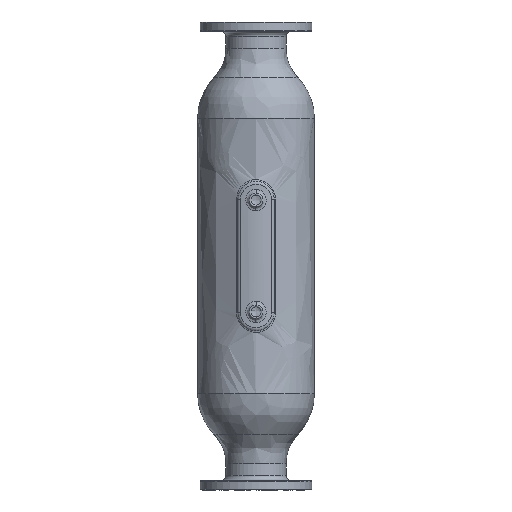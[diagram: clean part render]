
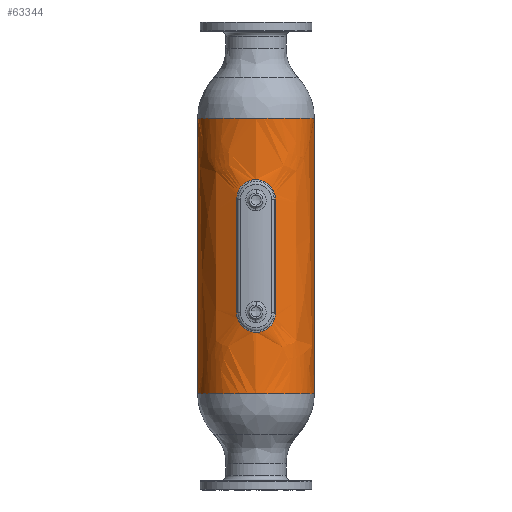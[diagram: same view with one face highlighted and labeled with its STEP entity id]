
A CAD part, left-side view. The second image highlights one B-rep face of the part: STEP entity #63344.
In plain terms, the highlighted free-form (B-spline) face has degree [2, 1] with [5, 2] control points.
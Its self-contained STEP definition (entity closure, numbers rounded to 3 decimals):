
#63275 = VERTEX_POINT('',#63276);
#63276 = CARTESIAN_POINT('',(0.,74.13,-174.423));
#63283 = VERTEX_POINT('',#63284);
#63284 = CARTESIAN_POINT('',(0.,-74.13,
    -174.423));
#63319 = EDGE_CURVE('',#63275,#63283,#63320,.T.);
#63320 = ( BOUNDED_CURVE() B_SPLINE_CURVE(2,(#63321,#63322,#63323,#63324
,#63325),.UNSPECIFIED.,.F.,.F.) B_SPLINE_CURVE_WITH_KNOTS((3,2,3),(0.,
1.571,3.142),.PIECEWISE_BEZIER_KNOTS.) CURVE() 
GEOMETRIC_REPRESENTATION_ITEM() RATIONAL_B_SPLINE_CURVE((1.,
0.707,1.,0.707,1.)) REPRESENTATION_ITEM('') );
#63321 = CARTESIAN_POINT('',(0.,74.13,-174.423));
#63322 = CARTESIAN_POINT('',(-74.13,74.13,
    -174.423));
#63323 = CARTESIAN_POINT('',(-74.13,0.,
    -174.423));
#63324 = CARTESIAN_POINT('',(-74.13,-74.13,
    -174.423));
#63325 = CARTESIAN_POINT('',(0.,-74.13,
    -174.423));
#63344 = ADVANCED_FACE('',(#63345,#63370),#63440,.T.);
#63345 = FACE_BOUND('',#63346,.T.);
#63346 = EDGE_LOOP('',(#63347,#63359,#63364,#63365));
#63347 = ORIENTED_EDGE('',*,*,#63348,.F.);
#63348 = EDGE_CURVE('',#63349,#63351,#63353,.T.);
#63349 = VERTEX_POINT('',#63350);
#63350 = CARTESIAN_POINT('',(0.,74.13,174.423));
#63351 = VERTEX_POINT('',#63352);
#63352 = CARTESIAN_POINT('',(0.,-74.13,
    174.423));
#63353 = ( BOUNDED_CURVE() B_SPLINE_CURVE(2,(#63354,#63355,#63356,#63357
,#63358),.UNSPECIFIED.,.F.,.F.) B_SPLINE_CURVE_WITH_KNOTS((3,2,3),(0.,
1.571,3.142),.PIECEWISE_BEZIER_KNOTS.) CURVE() 
GEOMETRIC_REPRESENTATION_ITEM() RATIONAL_B_SPLINE_CURVE((1.,
0.707,1.,0.707,1.)) REPRESENTATION_ITEM('') );
#63354 = CARTESIAN_POINT('',(0.,74.13,174.423));
#63355 = CARTESIAN_POINT('',(-74.13,74.13,
    174.423));
#63356 = CARTESIAN_POINT('',(-74.13,0.,
    174.423));
#63357 = CARTESIAN_POINT('',(-74.13,-74.13,
    174.423));
#63358 = CARTESIAN_POINT('',(0.,-74.13,
    174.423));
#63359 = ORIENTED_EDGE('',*,*,#63360,.F.);
#63360 = EDGE_CURVE('',#63275,#63349,#63361,.T.);
#63361 = B_SPLINE_CURVE_WITH_KNOTS('',1,(#63362,#63363),.UNSPECIFIED.,
  .F.,.F.,(2,2),(0.,320.),.PIECEWISE_BEZIER_KNOTS.);
#63362 = CARTESIAN_POINT('',(0.,74.13,-174.423));
#63363 = CARTESIAN_POINT('',(0.,74.13,174.423));
#63364 = ORIENTED_EDGE('',*,*,#63319,.T.);
#63365 = ORIENTED_EDGE('',*,*,#63366,.T.);
#63366 = EDGE_CURVE('',#63283,#63351,#63367,.T.);
#63367 = B_SPLINE_CURVE_WITH_KNOTS('',1,(#63368,#63369),.UNSPECIFIED.,
  .F.,.F.,(2,2),(0.,320.),.PIECEWISE_BEZIER_KNOTS.);
#63368 = CARTESIAN_POINT('',(0.,-74.13,-174.423));
#63369 = CARTESIAN_POINT('',(0.,-74.13,174.423));
#63370 = FACE_BOUND('',#63371,.T.);
#63371 = EDGE_LOOP('',(#63372,#63381,#63408,#63415));
#63372 = ORIENTED_EDGE('',*,*,#63373,.F.);
#63373 = EDGE_CURVE('',#63374,#63376,#63378,.T.);
#63374 = VERTEX_POINT('',#63375);
#63375 = CARTESIAN_POINT('',(-69.905,24.669,
    71.96));
#63376 = VERTEX_POINT('',#63377);
#63377 = CARTESIAN_POINT('',(-69.905,24.669,
    -71.96));
#63378 = B_SPLINE_CURVE_WITH_KNOTS('',1,(#63379,#63380),.UNSPECIFIED.,
  .F.,.F.,(2,2),(0.,132.02),.PIECEWISE_BEZIER_KNOTS.);
#63379 = CARTESIAN_POINT('',(-69.905,24.669,
    71.96));
#63380 = CARTESIAN_POINT('',(-69.905,24.669,
    -71.96));
#63381 = ORIENTED_EDGE('',*,*,#63382,.F.);
#63382 = EDGE_CURVE('',#63383,#63374,#63385,.T.);
#63383 = VERTEX_POINT('',#63384);
#63384 = CARTESIAN_POINT('',(-69.903,-24.673,
    71.96));
#63385 = B_SPLINE_CURVE_WITH_KNOTS('',3,(#63386,#63387,#63388,#63389,
    #63390,#63391,#63392,#63393,#63394,#63395,#63396,#63397,#63398,
    #63399,#63400,#63401,#63402,#63403,#63404,#63405,#63406,#63407),
  .UNSPECIFIED.,.F.,.F.,(4,1,1,1,1,1,1,1,1,1,1,1,1,1,1,1,1,1,1,4),(0.,
    0.053,0.105,0.158,0.211,
    0.263,0.316,0.368,0.421,
    0.474,0.526,0.579,0.632,
    0.684,0.737,0.789,0.842,
    0.895,0.947,1.),.UNSPECIFIED.);
#63386 = CARTESIAN_POINT('',(-69.903,-24.673,
    71.96));
#63387 = CARTESIAN_POINT('',(-69.903,-24.673,
    73.404));
#63388 = CARTESIAN_POINT('',(-69.987,-24.437,
    76.317));
#63389 = CARTESIAN_POINT('',(-70.425,-23.163,
    80.987));
#63390 = CARTESIAN_POINT('',(-71.103,-21.023,
    85.283));
#63391 = CARTESIAN_POINT('',(-71.919,-18.077,
    89.12));
#63392 = CARTESIAN_POINT('',(-72.737,-14.479,
    92.277));
#63393 = CARTESIAN_POINT('',(-73.437,-10.411,
    94.65));
#63394 = CARTESIAN_POINT('',(-73.929,-6.041,
    96.192));
#63395 = CARTESIAN_POINT('',(-74.162,-1.483,
    96.893));
#63396 = CARTESIAN_POINT('',(-74.112,3.12,
    96.744));
#63397 = CARTESIAN_POINT('',(-73.773,7.726,
    95.713));
#63398 = CARTESIAN_POINT('',(-73.183,12.036,
    93.814));
#63399 = CARTESIAN_POINT('',(-72.497,15.578,
    91.379));
#63400 = CARTESIAN_POINT('',(-71.85,18.297,
    88.771));
#63401 = CARTESIAN_POINT('',(-71.284,20.369,
    86.117));
#63402 = CARTESIAN_POINT('',(-70.833,21.874,
    83.583));
#63403 = CARTESIAN_POINT('',(-70.478,22.987,
    81.123));
#63404 = CARTESIAN_POINT('',(-70.194,23.836,
    78.586));
#63405 = CARTESIAN_POINT('',(-69.969,24.487,
    75.533));
#63406 = CARTESIAN_POINT('',(-69.905,24.669,
    73.203));
#63407 = CARTESIAN_POINT('',(-69.905,24.669,
    71.96));
#63408 = ORIENTED_EDGE('',*,*,#63409,.F.);
#63409 = EDGE_CURVE('',#63410,#63383,#63412,.T.);
#63410 = VERTEX_POINT('',#63411);
#63411 = CARTESIAN_POINT('',(-69.903,-24.673,
    -71.96));
#63412 = B_SPLINE_CURVE_WITH_KNOTS('',1,(#63413,#63414),.UNSPECIFIED.,
  .F.,.F.,(2,2),(0.,132.02),.PIECEWISE_BEZIER_KNOTS.);
#63413 = CARTESIAN_POINT('',(-69.903,-24.673,
    -71.96));
#63414 = CARTESIAN_POINT('',(-69.903,-24.673,
    71.96));
#63415 = ORIENTED_EDGE('',*,*,#63416,.F.);
#63416 = EDGE_CURVE('',#63376,#63410,#63417,.T.);
#63417 = B_SPLINE_CURVE_WITH_KNOTS('',3,(#63418,#63419,#63420,#63421,
    #63422,#63423,#63424,#63425,#63426,#63427,#63428,#63429,#63430,
    #63431,#63432,#63433,#63434,#63435,#63436,#63437,#63438,#63439),
  .UNSPECIFIED.,.F.,.F.,(4,1,1,1,1,1,1,1,1,1,1,1,1,1,1,1,1,1,1,4),(0.,
    0.053,0.105,0.158,0.211,
    0.263,0.316,0.368,0.421,
    0.474,0.526,0.579,0.632,
    0.684,0.737,0.789,0.842,
    0.895,0.947,1.),.UNSPECIFIED.);
#63418 = CARTESIAN_POINT('',(-69.905,24.669,
    -71.96));
#63419 = CARTESIAN_POINT('',(-69.905,24.669,
    -73.404));
#63420 = CARTESIAN_POINT('',(-69.989,24.433,
    -76.315));
#63421 = CARTESIAN_POINT('',(-70.426,23.16,
    -80.984));
#63422 = CARTESIAN_POINT('',(-71.103,21.021,
    -85.279));
#63423 = CARTESIAN_POINT('',(-71.919,18.077,
    -89.116));
#63424 = CARTESIAN_POINT('',(-72.737,14.481,
    -92.273));
#63425 = CARTESIAN_POINT('',(-73.436,10.416,
    -94.646));
#63426 = CARTESIAN_POINT('',(-73.928,6.047,
    -96.189));
#63427 = CARTESIAN_POINT('',(-74.162,1.491,
    -96.892));
#63428 = CARTESIAN_POINT('',(-74.113,-3.11,
    -96.745));
#63429 = CARTESIAN_POINT('',(-73.774,-7.714,
    -95.718));
#63430 = CARTESIAN_POINT('',(-73.185,-12.025,
    -93.822));
#63431 = CARTESIAN_POINT('',(-72.499,-15.572,
    -91.388));
#63432 = CARTESIAN_POINT('',(-71.851,-18.295,
    -88.778));
#63433 = CARTESIAN_POINT('',(-71.284,-20.369,
    -86.123));
#63434 = CARTESIAN_POINT('',(-70.833,-21.876,
    -83.587));
#63435 = CARTESIAN_POINT('',(-70.477,-22.99,
    -81.126));
#63436 = CARTESIAN_POINT('',(-70.193,-23.84,
    -78.588));
#63437 = CARTESIAN_POINT('',(-69.968,-24.491,
    -75.535));
#63438 = CARTESIAN_POINT('',(-69.903,-24.673,
    -73.204));
#63439 = CARTESIAN_POINT('',(-69.903,-24.673,
    -71.96));
#63440 = ( BOUNDED_SURFACE() B_SPLINE_SURFACE(2,1,(
    (#63441,#63442)
    ,(#63443,#63444)
    ,(#63445,#63446)
    ,(#63447,#63448)
    ,(#63449,#63450
)),.UNSPECIFIED.,.F.,.F.,.F.) B_SPLINE_SURFACE_WITH_KNOTS((3,2,3),(2,2),
  (3.142,4.712,6.283),(0.,320.),
.PIECEWISE_BEZIER_KNOTS.) GEOMETRIC_REPRESENTATION_ITEM() 
RATIONAL_B_SPLINE_SURFACE((
    (1.,1.)
    ,(0.707,0.707)
    ,(1.,1.)
    ,(0.707,0.707)
,(1.,1.))) REPRESENTATION_ITEM('') SURFACE() );
#63441 = CARTESIAN_POINT('',(0.,74.13,
    -174.423));
#63442 = CARTESIAN_POINT('',(0.,74.13,
    174.423));
#63443 = CARTESIAN_POINT('',(-74.13,74.13,
    -174.423));
#63444 = CARTESIAN_POINT('',(-74.13,74.13,
    174.423));
#63445 = CARTESIAN_POINT('',(-74.13,0.,
    -174.423));
#63446 = CARTESIAN_POINT('',(-74.13,0.,
    174.423));
#63447 = CARTESIAN_POINT('',(-74.13,-74.13,
    -174.423));
#63448 = CARTESIAN_POINT('',(-74.13,-74.13,
    174.423));
#63449 = CARTESIAN_POINT('',(0.,-74.13,
    -174.423));
#63450 = CARTESIAN_POINT('',(0.,-74.13,
    174.423));
